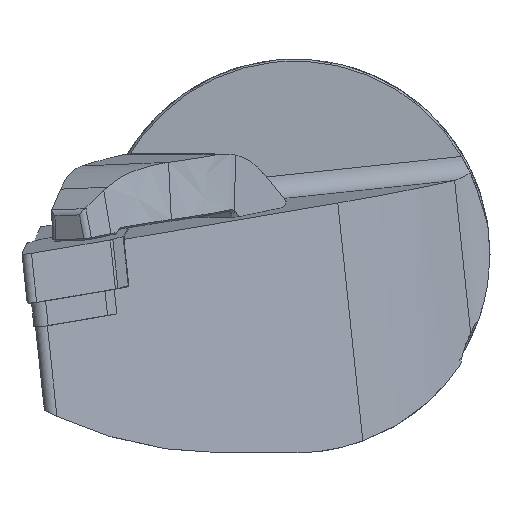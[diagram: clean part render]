
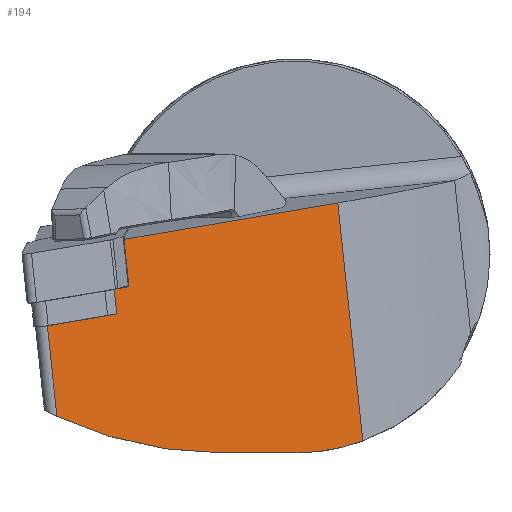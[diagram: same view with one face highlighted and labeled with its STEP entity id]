
A CAD part, left-side view. The second image highlights one B-rep face of the part: STEP entity #194.
In plain terms, the highlighted planar face has unit normal (-0.849, -0.527, -0.034).
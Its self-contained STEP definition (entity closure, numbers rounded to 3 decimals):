
#112=PLANE('',#2299);
#174=ELLIPSE('',#2297,58.884,50.);
#175=ELLIPSE('',#2298,30.031,25.5);
#194=ADVANCED_FACE('',(#361),#112,.F.);
#361=FACE_OUTER_BOUND('',#481,.T.);
#481=EDGE_LOOP('',(#1049,#1050,#1051,#1052,#1053,#1054,#1055,#1056,#1057,
#1058));
#721=LINE('',#3073,#867);
#726=LINE('',#3091,#872);
#734=LINE('',#3236,#880);
#735=LINE('',#3240,#881);
#736=LINE('',#3244,#882);
#737=LINE('',#3245,#883);
#738=LINE('',#3247,#884);
#739=LINE('',#3249,#885);
#867=VECTOR('',#2493,1.);
#872=VECTOR('',#2502,1.);
#880=VECTOR('',#2526,1.);
#881=VECTOR('',#2529,1.);
#882=VECTOR('',#2532,1.);
#883=VECTOR('',#2533,1.);
#884=VECTOR('',#2534,1.);
#885=VECTOR('',#2535,1.);
#1049=ORIENTED_EDGE('',*,*,#1916,.F.);
#1050=ORIENTED_EDGE('',*,*,#1887,.F.);
#1051=ORIENTED_EDGE('',*,*,#1917,.T.);
#1052=ORIENTED_EDGE('',*,*,#1918,.T.);
#1053=ORIENTED_EDGE('',*,*,#1919,.T.);
#1054=ORIENTED_EDGE('',*,*,#1920,.T.);
#1055=ORIENTED_EDGE('',*,*,#1894,.F.);
#1056=ORIENTED_EDGE('',*,*,#1921,.F.);
#1057=ORIENTED_EDGE('',*,*,#1922,.F.);
#1058=ORIENTED_EDGE('',*,*,#1923,.T.);
#1667=VERTEX_POINT('',#3042);
#1670=VERTEX_POINT('',#3072);
#1677=VERTEX_POINT('',#3090);
#1678=VERTEX_POINT('',#3092);
#1697=VERTEX_POINT('',#3237);
#1698=VERTEX_POINT('',#3239);
#1699=VERTEX_POINT('',#3241);
#1700=VERTEX_POINT('',#3243);
#1701=VERTEX_POINT('',#3246);
#1702=VERTEX_POINT('',#3248);
#1887=EDGE_CURVE('',#1670,#1667,#721,.T.);
#1894=EDGE_CURVE('',#1677,#1678,#726,.T.);
#1916=EDGE_CURVE('',#1667,#1697,#734,.T.);
#1917=EDGE_CURVE('',#1670,#1698,#174,.T.);
#1918=EDGE_CURVE('',#1698,#1699,#735,.T.);
#1919=EDGE_CURVE('',#1699,#1700,#175,.T.);
#1920=EDGE_CURVE('',#1700,#1678,#736,.T.);
#1921=EDGE_CURVE('',#1701,#1677,#737,.T.);
#1922=EDGE_CURVE('',#1702,#1701,#738,.T.);
#1923=EDGE_CURVE('',#1702,#1697,#739,.T.);
#2297=AXIS2_PLACEMENT_3D('',#3238,#2527,#2528);
#2298=AXIS2_PLACEMENT_3D('',#3242,#2530,#2531);
#2299=AXIS2_PLACEMENT_3D('',#3250,#2536,#2537);
#2493=DIRECTION('',(-0.105,0.104,0.989));
#2502=DIRECTION('',(0.518,-0.843,0.143));
#2526=DIRECTION('',(0.518,-0.843,0.143));
#2527=DIRECTION('',(-0.849,-0.527,-0.034));
#2528=DIRECTION('',(0.528,-0.847,-0.055));
#2529=DIRECTION('',(0.527,-0.85,0.));
#2530=DIRECTION('',(-0.849,-0.527,-0.034));
#2531=DIRECTION('',(0.528,-0.847,-0.055));
#2532=DIRECTION('',(-0.105,0.104,0.989));
#2533=DIRECTION('',(-0.105,0.104,0.989));
#2534=DIRECTION('',(0.518,-0.843,0.143));
#2535=DIRECTION('',(0.105,-0.104,-0.989));
#2536=DIRECTION('',(0.849,0.527,0.034));
#2537=DIRECTION('',(0.527,-0.85,0.));
#3042=CARTESIAN_POINT('',(2.52,31.747,-9.179));
#3072=CARTESIAN_POINT('',(3.747,30.527,-20.789));
#3073=CARTESIAN_POINT('',(8.308,25.991,-63.944));
#3090=CARTESIAN_POINT('',(8.167,21.93,1.882));
#3091=CARTESIAN_POINT('',(1.545,32.717,0.049));
#3092=CARTESIAN_POINT('',(25.,-5.492,6.543));
#3236=CARTESIAN_POINT('',(2.52,31.747,-9.179));
#3237=CARTESIAN_POINT('',(7.983,22.847,-7.667));
#3238=CARTESIAN_POINT('',(15.068,9.339,24.5));
#3239=CARTESIAN_POINT('',(17.09,9.339,-25.5));
#3240=CARTESIAN_POINT('',(-1.558,39.381,-25.5));
#3241=CARTESIAN_POINT('',(22.887,0.,-25.5));
#3242=CARTESIAN_POINT('',(21.855,0.,0.));
#3243=CARTESIAN_POINT('',(28.225,-8.699,-23.97));
#3244=CARTESIAN_POINT('',(31.763,-12.218,-57.45));
#3245=CARTESIAN_POINT('',(14.93,15.204,-62.111));
#3246=CARTESIAN_POINT('',(8.81,21.291,-4.201));
#3247=CARTESIAN_POINT('',(2.188,32.078,-6.034));
#3248=CARTESIAN_POINT('',(7.651,23.178,-4.521));
#3249=CARTESIAN_POINT('',(7.651,23.178,-4.521));
#3250=CARTESIAN_POINT('',(8.308,25.991,-63.944));
